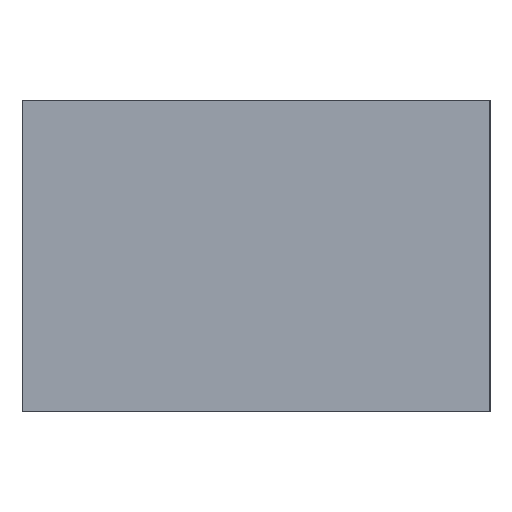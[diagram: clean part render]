
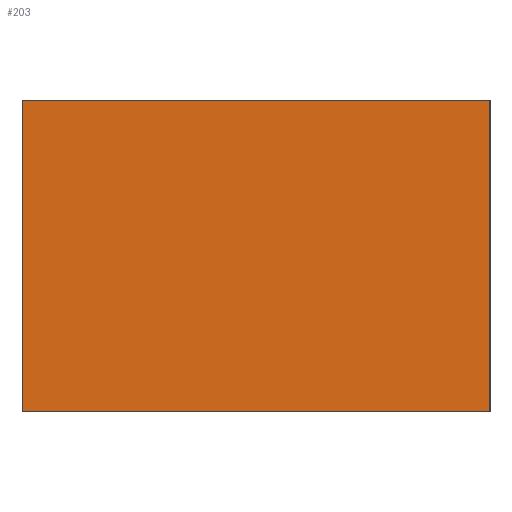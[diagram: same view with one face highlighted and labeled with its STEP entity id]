
A CAD part, left-side view. The second image highlights one B-rep face of the part: STEP entity #203.
In plain terms, the highlighted planar face has unit normal (-1, 0, 0).
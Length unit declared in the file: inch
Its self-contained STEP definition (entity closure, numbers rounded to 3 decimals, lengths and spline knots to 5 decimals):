
#8 = EDGE_CURVE ( 'NONE', #112, #178, #129, .T. ) ;
#19 = VERTEX_POINT ( 'NONE', #145 ) ;
#27 = DIRECTION ( 'NONE',  ( 0., 0., -1. ) ) ;
#29 = CARTESIAN_POINT ( 'NONE',  ( 0., 0., 2. ) ) ;
#31 = ORIENTED_EDGE ( 'NONE', *, *, #8, .T. ) ;
#33 = EDGE_CURVE ( 'NONE', #19, #178, #66, .T. ) ;
#49 = LINE ( 'NONE', #144, #160 ) ;
#51 = VECTOR ( 'NONE', #170, 39.37008 ) ;
#62 = EDGE_CURVE ( 'NONE', #96, #112, #49, .T. ) ;
#66 = LINE ( 'NONE', #90, #72 ) ;
#72 = VECTOR ( 'NONE', #132, 39.37008 ) ;
#76 = CARTESIAN_POINT ( 'NONE',  ( 0., 3., 2. ) ) ;
#79 = AXIS2_PLACEMENT_3D ( 'NONE', #210, #200, #27 ) ;
#80 = CARTESIAN_POINT ( 'NONE',  ( 0., 3., 0. ) ) ;
#85 = PLANE ( 'NONE',  #79 ) ;
#90 = CARTESIAN_POINT ( 'NONE',  ( 0., 0., 2. ) ) ;
#96 = VERTEX_POINT ( 'NONE', #76 ) ;
#101 = ORIENTED_EDGE ( 'NONE', *, *, #62, .T. ) ;
#103 = FACE_OUTER_BOUND ( 'NONE', #107, .T. ) ;
#107 = EDGE_LOOP ( 'NONE', ( #31, #190, #167, #101 ) ) ;
#111 = EDGE_CURVE ( 'NONE', #96, #19, #141, .T. ) ;
#112 = VERTEX_POINT ( 'NONE', #80 ) ;
#120 = CARTESIAN_POINT ( 'NONE',  ( 0., 0., 0. ) ) ;
#126 = VECTOR ( 'NONE', #184, 39.37008 ) ;
#129 = LINE ( 'NONE', #120, #126 ) ;
#132 = DIRECTION ( 'NONE',  ( 0., 0., -1. ) ) ;
#141 = LINE ( 'NONE', #29, #51 ) ;
#144 = CARTESIAN_POINT ( 'NONE',  ( 0., 3., 2. ) ) ;
#145 = CARTESIAN_POINT ( 'NONE',  ( 0., 0., 2. ) ) ;
#147 = CARTESIAN_POINT ( 'NONE',  ( 0., 0., 0. ) ) ;
#160 = VECTOR ( 'NONE', #177, 39.37008 ) ;
#167 = ORIENTED_EDGE ( 'NONE', *, *, #111, .F. ) ;
#170 = DIRECTION ( 'NONE',  ( 0., -1., 0. ) ) ;
#177 = DIRECTION ( 'NONE',  ( 0., 0., -1. ) ) ;
#178 = VERTEX_POINT ( 'NONE', #147 ) ;
#184 = DIRECTION ( 'NONE',  ( 0., -1., 0. ) ) ;
#190 = ORIENTED_EDGE ( 'NONE', *, *, #33, .F. ) ;
#200 = DIRECTION ( 'NONE',  ( 1., 0., 0. ) ) ;
#203 = ADVANCED_FACE ( 'NONE', ( #103 ), #85, .F. ) ;
#210 = CARTESIAN_POINT ( 'NONE',  ( 0., 0., 2. ) ) ;
